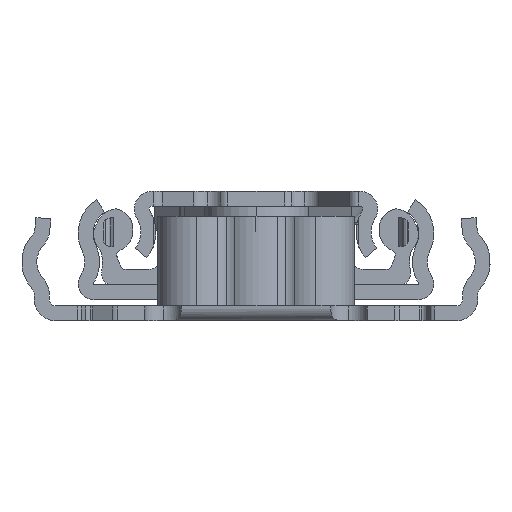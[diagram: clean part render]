
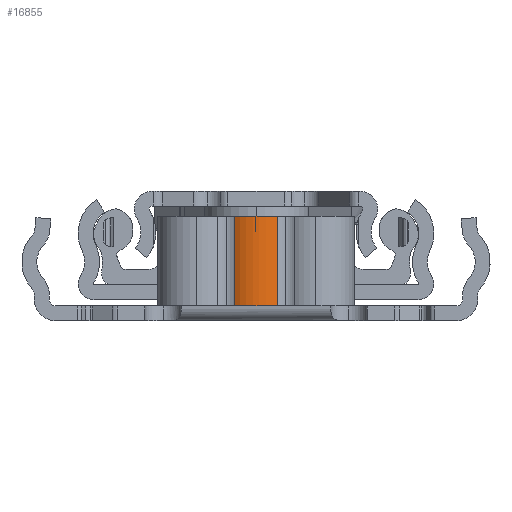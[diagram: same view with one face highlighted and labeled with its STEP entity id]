
A CAD part, left-side view. The second image highlights one B-rep face of the part: STEP entity #16855.
In plain terms, the highlighted cylindrical face has radius 4.1 mm (diameter 8.2 mm), a partial arc.
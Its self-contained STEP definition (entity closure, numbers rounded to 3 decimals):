
#286 = LINE ( 'NONE', #1802, #6679 ) ;
#393 = VERTEX_POINT ( 'NONE', #9294 ) ;
#1477 = FACE_OUTER_BOUND ( 'NONE', #15221, .T. ) ;
#1802 = CARTESIAN_POINT ( 'NONE',  ( 602.52, 9., 179.694 ) ) ;
#1891 = VERTEX_POINT ( 'NONE', #18568 ) ;
#2065 = CARTESIAN_POINT ( 'NONE',  ( 598.204, 9., 179.694 ) ) ;
#3713 = AXIS2_PLACEMENT_3D ( 'NONE', #4383, #11916, #12115 ) ;
#3763 = EDGE_CURVE ( 'NONE', #393, #4009, #7688, .T. ) ;
#4009 = VERTEX_POINT ( 'NONE', #4391 ) ;
#4383 = CARTESIAN_POINT ( 'NONE',  ( 600.362, 9., 176.208 ) ) ;
#4391 = CARTESIAN_POINT ( 'NONE',  ( 598.204, 0., 179.694 ) ) ;
#5037 = AXIS2_PLACEMENT_3D ( 'NONE', #7821, #9453, #9260 ) ;
#6679 = VECTOR ( 'NONE', #17151, 1000. ) ;
#7584 = DIRECTION ( 'NONE',  ( 0., -1., 0. ) ) ;
#7688 = LINE ( 'NONE', #2065, #17128 ) ;
#7821 = CARTESIAN_POINT ( 'NONE',  ( 600.362, 0., 176.208 ) ) ;
#7895 = ORIENTED_EDGE ( 'NONE', *, *, #14217, .F. ) ;
#8644 = CARTESIAN_POINT ( 'NONE',  ( 600.362, 9., 176.208 ) ) ;
#9260 = DIRECTION ( 'NONE',  ( 0., 0., 1. ) ) ;
#9294 = CARTESIAN_POINT ( 'NONE',  ( 598.204, 9., 179.694 ) ) ;
#9453 = DIRECTION ( 'NONE',  ( 0., 1., 0. ) ) ;
#10521 = ORIENTED_EDGE ( 'NONE', *, *, #17949, .F. ) ;
#11916 = DIRECTION ( 'NONE',  ( 0., 1., 0. ) ) ;
#12114 = ORIENTED_EDGE ( 'NONE', *, *, #3763, .T. ) ;
#12115 = DIRECTION ( 'NONE',  ( 0., 0., 1. ) ) ;
#12312 = CARTESIAN_POINT ( 'NONE',  ( 602.52, 9., 179.694 ) ) ;
#12489 = CIRCLE ( 'NONE', #3713, 4.1 ) ;
#13649 = VERTEX_POINT ( 'NONE', #12312 ) ;
#13671 = EDGE_CURVE ( 'NONE', #4009, #1891, #16742, .T. ) ;
#14217 = EDGE_CURVE ( 'NONE', #13649, #1891, #286, .T. ) ;
#15221 = EDGE_LOOP ( 'NONE', ( #16662, #7895, #10521, #12114 ) ) ;
#16474 = DIRECTION ( 'NONE',  ( 0., 0., -1. ) ) ;
#16662 = ORIENTED_EDGE ( 'NONE', *, *, #13671, .T. ) ;
#16742 = CIRCLE ( 'NONE', #5037, 4.1 ) ;
#16855 = ADVANCED_FACE ( 'NONE', ( #1477 ), #18093, .T. ) ;
#17128 = VECTOR ( 'NONE', #7584, 1000. ) ;
#17151 = DIRECTION ( 'NONE',  ( 0., -1., 0. ) ) ;
#17949 = EDGE_CURVE ( 'NONE', #393, #13649, #12489, .T. ) ;
#18093 = CYLINDRICAL_SURFACE ( 'NONE', #18186, 4.1 ) ;
#18186 = AXIS2_PLACEMENT_3D ( 'NONE', #8644, #19434, #16474 ) ;
#18568 = CARTESIAN_POINT ( 'NONE',  ( 602.52, 0., 179.694 ) ) ;
#19434 = DIRECTION ( 'NONE',  ( 0., -1., 0. ) ) ;
